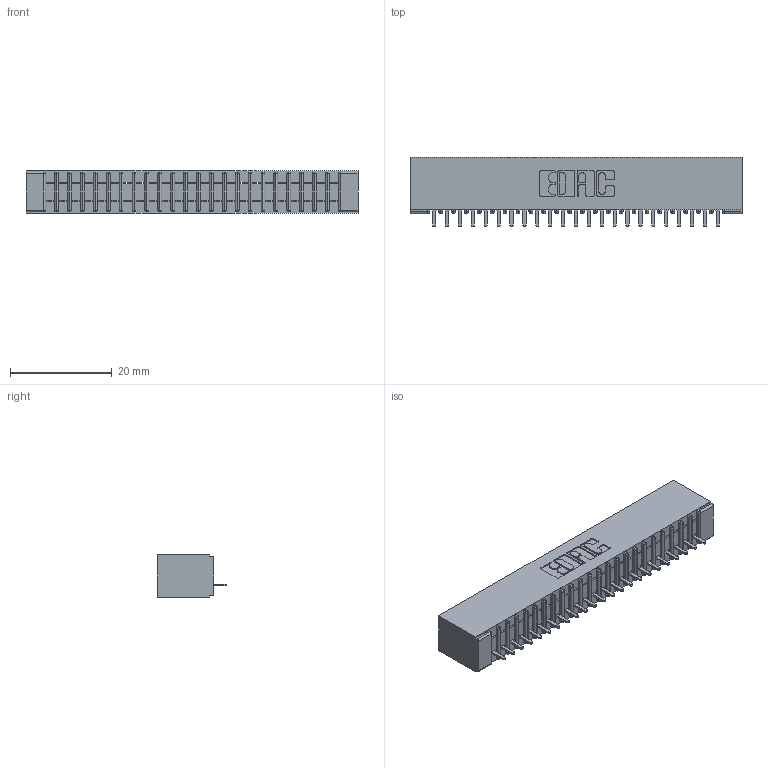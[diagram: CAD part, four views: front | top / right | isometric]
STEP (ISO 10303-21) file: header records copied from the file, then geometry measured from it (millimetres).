
FILE_DESCRIPTION (( 'STEP AP203' ), '1' );
FILE_NAME ('341-023-524-101.STEP', '2018-08-06T17:45:46', ( '' ), ( '' ), 'SwSTEP 2.0', 'SolidWorks 2016', '' );
FILE_SCHEMA (( 'CONFIG_CONTROL_DESIGN' ));
Length unit declared in the file: inch
Products named in the file (3): 341-292-001_341-292-124; 341-023-524-101; 341 Part_No Mounting Lugs
Assembly tree (24 placements, depth 2):
  341-023-524-101
    341 Part_No Mounting Lugs
    341-292-001_341-292-124  x23
Bounding box: 65.41 x 13.64 x 8.38 mm (x, y, z)
Volume: 3682.9 mm3; surface area: 7270 mm2
Topology: 24 solids, 24 shells, 1994 faces, 5743 edges, 3686 vertices
Faces by surface type: plane 1237, cylinder 665, sphere 48, torus 44
Entity records: 29352 total; most frequent: CARTESIAN_POINT 4978, ORIENTED_EDGE 4966, DIRECTION 4819, EDGE_CURVE 2483, LINE 1989, VECTOR 1989, VERTEX_POINT 1574, AXIS2_PLACEMENT_3D 1415
